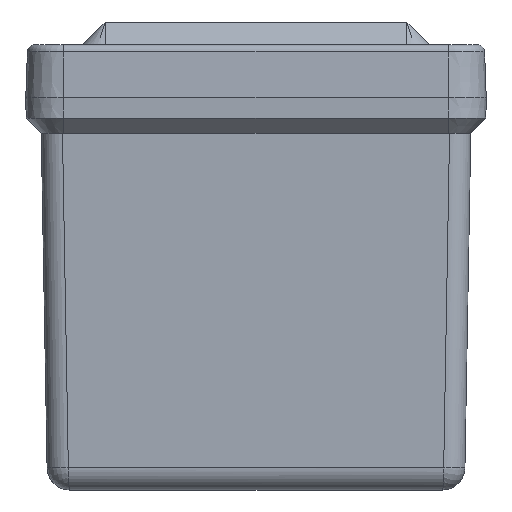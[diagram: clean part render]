
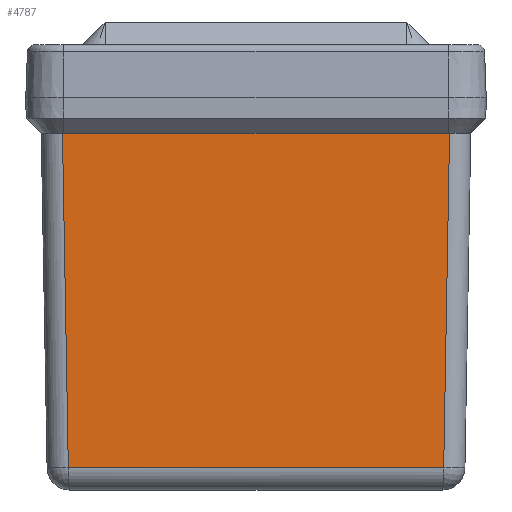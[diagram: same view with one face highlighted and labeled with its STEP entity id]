
A CAD part, front view. The second image highlights one B-rep face of the part: STEP entity #4787.
In plain terms, the highlighted face is planar.
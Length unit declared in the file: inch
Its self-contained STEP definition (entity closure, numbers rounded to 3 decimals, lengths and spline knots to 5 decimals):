
#730=FACE_OUTER_BOUND($,#1044,.T.);
#1044=EDGE_LOOP($,(#3718,#3719,#3720,#3721,#3722,#3723));
#1437=LINE($,#8398,#1793);
#1438=LINE($,#8401,#1794);
#1439=LINE($,#8403,#1795);
#1440=LINE($,#8405,#1796);
#1441=LINE($,#8407,#1797);
#1442=LINE($,#8408,#1798);
#1793=VECTOR($,#6260,3.10809);
#1794=VECTOR($,#6263,2.76912);
#1795=VECTOR($,#6264,0.00862);
#1796=VECTOR($,#6265,3.1875);
#1797=VECTOR($,#6266,0.00862);
#1798=VECTOR($,#6267,2.76912);
#2190=VERTEX_POINT($,#8053);
#2192=VERTEX_POINT($,#8279);
#2194=VERTEX_POINT($,#8400);
#2195=VERTEX_POINT($,#8402);
#2196=VERTEX_POINT($,#8404);
#2197=VERTEX_POINT($,#8406);
#2753=EDGE_CURVE($,#2192,#2190,#1437,.T.);
#2754=EDGE_CURVE($,#2194,#2192,#1438,.T.);
#2755=EDGE_CURVE($,#2194,#2195,#1439,.T.);
#2756=EDGE_CURVE($,#2196,#2195,#1440,.T.);
#2757=EDGE_CURVE($,#2196,#2197,#1441,.T.);
#2758=EDGE_CURVE($,#2190,#2197,#1442,.T.);
#3718=ORIENTED_EDGE($,*,*,#2753,.F.);
#3719=ORIENTED_EDGE($,*,*,#2754,.F.);
#3720=ORIENTED_EDGE($,*,*,#2755,.T.);
#3721=ORIENTED_EDGE($,*,*,#2756,.F.);
#3722=ORIENTED_EDGE($,*,*,#2757,.T.);
#3723=ORIENTED_EDGE($,*,*,#2758,.F.);
#4590=PLANE($,#5217);
#4787=ADVANCED_FACE($,(#730),#4590,.T.);
#5217=AXIS2_PLACEMENT_3D($,#8399,#6261,#6262);
#6260=DIRECTION($,(-1.,0.,0.));
#6261=DIRECTION('center_axis',(0.,-0.017,1.));
#6262=DIRECTION('ref_axis',(-1.,0.,0.));
#6263=DIRECTION($,(-0.017,-1.,-0.017));
#6264=DIRECTION($,(-1.,0.,0.));
#6265=DIRECTION($,(1.,0.,0.));
#6266=DIRECTION($,(-1.,0.,0.));
#6267=DIRECTION($,(-0.017,1.,0.017));
#8053=CARTESIAN_POINT('',(-1.55405,0.18423,3.13617));
#8279=CARTESIAN_POINT('',(1.55405,0.18423,3.13617));
#8398=CARTESIAN_POINT($,(1.55405,0.18423,3.13617));
#8399=CARTESIAN_POINT('Origin',(1.59375,2.9525,3.18449));
#8400=CARTESIAN_POINT('',(1.60237,2.9525,3.18449));
#8401=CARTESIAN_POINT($,(1.60237,2.9525,3.18449));
#8402=CARTESIAN_POINT('',(1.59375,2.9525,3.18449));
#8403=CARTESIAN_POINT($,(1.60237,2.9525,3.18449));
#8404=CARTESIAN_POINT('',(-1.59375,2.9525,3.18449));
#8405=CARTESIAN_POINT($,(-1.59375,2.9525,3.18449));
#8406=CARTESIAN_POINT('',(-1.60237,2.9525,3.18449));
#8407=CARTESIAN_POINT($,(-1.59375,2.9525,3.18449));
#8408=CARTESIAN_POINT($,(-1.55405,0.18423,3.13617));
